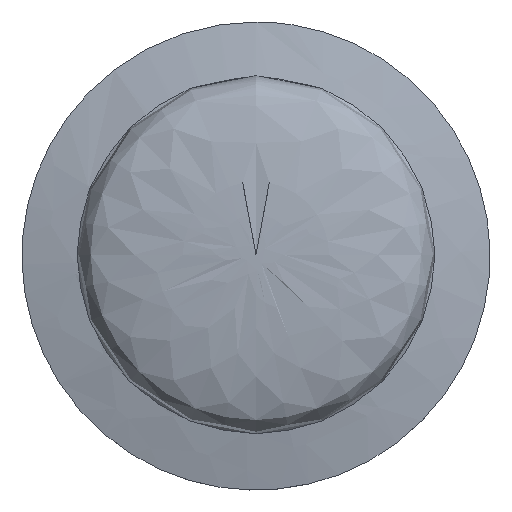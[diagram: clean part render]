
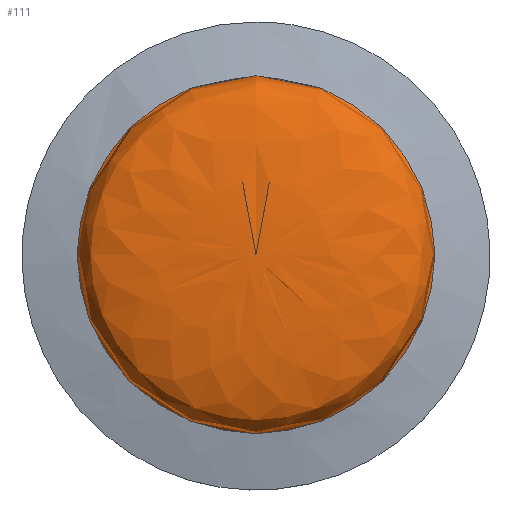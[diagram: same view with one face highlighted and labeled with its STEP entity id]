
A CAD part, top view. The second image highlights one B-rep face of the part: STEP entity #111.
In plain terms, the highlighted free-form (B-spline) face has degree [3, 2] with [8, 9] control points.
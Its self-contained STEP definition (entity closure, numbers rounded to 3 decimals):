
#23=B_SPLINE_CURVE_WITH_KNOTS('',3,(#1152,#1153,#1154,#1155,#1156,#1157,
#1158,#1159),.UNSPECIFIED.,.F.,.F.,(4,1,1,1,1,4),(0.,38.84,77.68,
116.519,155.359,194.199),.UNSPECIFIED.);
#111=ADVANCED_FACE('',(#134),#387,.T.);
#134=FACE_OUTER_BOUND('',#157,.T.);
#157=EDGE_LOOP('',(#193,#194,#195));
#193=ORIENTED_EDGE('',*,*,#279,.T.);
#194=ORIENTED_EDGE('',*,*,#280,.F.);
#195=ORIENTED_EDGE('',*,*,#279,.F.);
#279=EDGE_CURVE('',#359,#360,#23,.T.);
#280=EDGE_CURVE('',#360,#360,#331,.T.);
#331=(
BOUNDED_CURVE()
B_SPLINE_CURVE(2,(#1160,#1161,#1162,#1163,#1164,#1165,#1166,#1167,#1168),
 .UNSPECIFIED.,.T.,.F.)
B_SPLINE_CURVE_WITH_KNOTS((3,2,2,2,3),(-961.285,-720.963,
-480.642,-240.321,0.),.UNSPECIFIED.)
CURVE()
GEOMETRIC_REPRESENTATION_ITEM()
RATIONAL_B_SPLINE_CURVE((1.,0.707,1.,0.707,1.,0.707,
1.,0.707,1.))
REPRESENTATION_ITEM('')
);
#359=VERTEX_POINT('',#1150);
#360=VERTEX_POINT('',#1151);
#387=(
BOUNDED_SURFACE()
B_SPLINE_SURFACE(3,2,((#1078,#1079,#1080,#1081,#1082,#1083,#1084,#1085,
#1086),(#1087,#1088,#1089,#1090,#1091,#1092,#1093,#1094,#1095),(#1096,#1097,
#1098,#1099,#1100,#1101,#1102,#1103,#1104),(#1105,#1106,#1107,#1108,#1109,
#1110,#1111,#1112,#1113),(#1114,#1115,#1116,#1117,#1118,#1119,#1120,#1121,
#1122),(#1123,#1124,#1125,#1126,#1127,#1128,#1129,#1130,#1131),(#1132,#1133,
#1134,#1135,#1136,#1137,#1138,#1139,#1140),(#1141,#1142,#1143,#1144,#1145,
#1146,#1147,#1148,#1149)),.UNSPECIFIED.,.F.,.F.,.F.)
B_SPLINE_SURFACE_WITH_KNOTS((4,1,1,1,1,4),(3,2,2,2,3),(0.,38.84,
77.68,116.519,155.359,194.199),(0.,
240.321,480.642,720.963,961.285),
 .UNSPECIFIED.)
GEOMETRIC_REPRESENTATION_ITEM()
RATIONAL_B_SPLINE_SURFACE(((1.,0.707,1.,0.707,1.,
0.707,1.,0.707,1.),(1.,0.707,1.,0.707,
1.,0.707,1.,0.707,1.),(1.,0.707,1.,
0.707,1.,0.707,1.,0.707,1.),(1.,0.707,
1.,0.707,1.,0.707,1.,0.707,1.),(1.,
0.707,1.,0.707,1.,0.707,1.,0.707,
1.),(1.,0.707,1.,0.707,1.,0.707,1.,
0.707,1.),(1.,0.707,1.,0.707,1.,0.707,
1.,0.707,1.),(1.,0.707,1.,0.707,1.,
0.707,1.,0.707,1.)))
REPRESENTATION_ITEM('')
SURFACE()
);
#1078=CARTESIAN_POINT('',(0.,0.,690.));
#1079=CARTESIAN_POINT('',(0.,0.,690.));
#1080=CARTESIAN_POINT('',(0.,0.,690.));
#1081=CARTESIAN_POINT('',(0.,0.,690.));
#1082=CARTESIAN_POINT('',(0.,0.,690.));
#1083=CARTESIAN_POINT('',(0.,0.,690.));
#1084=CARTESIAN_POINT('',(0.,0.,690.));
#1085=CARTESIAN_POINT('',(0.,0.,690.));
#1086=CARTESIAN_POINT('',(0.,0.,690.));
#1087=CARTESIAN_POINT('',(0.,49.325,690.));
#1088=CARTESIAN_POINT('',(-49.325,49.325,690.));
#1089=CARTESIAN_POINT('',(-49.325,0.,690.));
#1090=CARTESIAN_POINT('',(-49.325,-49.325,690.));
#1091=CARTESIAN_POINT('',(0.,-49.325,690.));
#1092=CARTESIAN_POINT('',(49.325,-49.325,690.));
#1093=CARTESIAN_POINT('',(49.325,0.,690.));
#1094=CARTESIAN_POINT('',(49.325,49.325,690.));
#1095=CARTESIAN_POINT('',(0.,49.325,690.));
#1096=CARTESIAN_POINT('',(0.,115.878,682.028));
#1097=CARTESIAN_POINT('',(-115.878,115.878,682.028));
#1098=CARTESIAN_POINT('',(-115.878,0.,682.028));
#1099=CARTESIAN_POINT('',(-115.878,-115.878,682.028));
#1100=CARTESIAN_POINT('',(0.,-115.878,682.028));
#1101=CARTESIAN_POINT('',(115.878,-115.878,682.028));
#1102=CARTESIAN_POINT('',(115.878,0.,682.028));
#1103=CARTESIAN_POINT('',(115.878,115.878,682.028));
#1104=CARTESIAN_POINT('',(0.,115.878,682.028));
#1105=CARTESIAN_POINT('',(0.,144.886,671.993));
#1106=CARTESIAN_POINT('',(-144.886,144.886,671.993));
#1107=CARTESIAN_POINT('',(-144.886,0.,671.993));
#1108=CARTESIAN_POINT('',(-144.886,-144.886,671.993));
#1109=CARTESIAN_POINT('',(0.,-144.886,671.993));
#1110=CARTESIAN_POINT('',(144.886,-144.886,671.993));
#1111=CARTESIAN_POINT('',(144.886,0.,671.993));
#1112=CARTESIAN_POINT('',(144.886,144.886,671.993));
#1113=CARTESIAN_POINT('',(0.,144.886,671.993));
#1114=CARTESIAN_POINT('',(0.,152.258,653.948));
#1115=CARTESIAN_POINT('',(-152.258,152.258,653.948));
#1116=CARTESIAN_POINT('',(-152.258,0.,653.948));
#1117=CARTESIAN_POINT('',(-152.258,-152.258,653.948));
#1118=CARTESIAN_POINT('',(0.,-152.258,653.948));
#1119=CARTESIAN_POINT('',(152.258,-152.258,653.948));
#1120=CARTESIAN_POINT('',(152.258,0.,653.948));
#1121=CARTESIAN_POINT('',(152.258,152.258,653.948));
#1122=CARTESIAN_POINT('',(0.,152.258,653.948));
#1123=CARTESIAN_POINT('',(0.,153.714,639.611));
#1124=CARTESIAN_POINT('',(-153.714,153.714,639.611));
#1125=CARTESIAN_POINT('',(-153.714,0.,639.611));
#1126=CARTESIAN_POINT('',(-153.714,-153.714,639.611));
#1127=CARTESIAN_POINT('',(0.,-153.714,639.611));
#1128=CARTESIAN_POINT('',(153.714,-153.714,639.611));
#1129=CARTESIAN_POINT('',(153.714,0.,639.611));
#1130=CARTESIAN_POINT('',(153.714,153.714,639.611));
#1131=CARTESIAN_POINT('',(0.,153.714,639.611));
#1132=CARTESIAN_POINT('',(0.,151.407,635.363));
#1133=CARTESIAN_POINT('',(-151.407,151.407,635.363));
#1134=CARTESIAN_POINT('',(-151.407,0.,635.363));
#1135=CARTESIAN_POINT('',(-151.407,-151.407,635.363));
#1136=CARTESIAN_POINT('',(0.,-151.407,635.363));
#1137=CARTESIAN_POINT('',(151.407,-151.407,635.363));
#1138=CARTESIAN_POINT('',(151.407,0.,635.363));
#1139=CARTESIAN_POINT('',(151.407,151.407,635.363));
#1140=CARTESIAN_POINT('',(0.,151.407,635.363));
#1141=CARTESIAN_POINT('',(0.,147.,635.));
#1142=CARTESIAN_POINT('',(-147.,147.,635.));
#1143=CARTESIAN_POINT('',(-147.,0.,635.));
#1144=CARTESIAN_POINT('',(-147.,-147.,635.));
#1145=CARTESIAN_POINT('',(0.,-147.,635.));
#1146=CARTESIAN_POINT('',(147.,-147.,635.));
#1147=CARTESIAN_POINT('',(147.,0.,635.));
#1148=CARTESIAN_POINT('',(147.,147.,635.));
#1149=CARTESIAN_POINT('',(0.,147.,635.));
#1150=CARTESIAN_POINT('',(0.,0.,690.));
#1151=CARTESIAN_POINT('',(0.,147.,635.));
#1152=CARTESIAN_POINT('',(0.,0.,690.));
#1153=CARTESIAN_POINT('',(0.,49.325,690.));
#1154=CARTESIAN_POINT('',(0.,115.878,682.028));
#1155=CARTESIAN_POINT('',(0.,144.886,671.993));
#1156=CARTESIAN_POINT('',(0.,152.258,653.948));
#1157=CARTESIAN_POINT('',(0.,153.714,639.611));
#1158=CARTESIAN_POINT('',(0.,151.407,635.363));
#1159=CARTESIAN_POINT('',(0.,147.,635.));
#1160=CARTESIAN_POINT('',(0.,147.,635.));
#1161=CARTESIAN_POINT('',(147.,147.,635.));
#1162=CARTESIAN_POINT('',(147.,0.,635.));
#1163=CARTESIAN_POINT('',(147.,-147.,635.));
#1164=CARTESIAN_POINT('',(0.,-147.,635.));
#1165=CARTESIAN_POINT('',(-147.,-147.,635.));
#1166=CARTESIAN_POINT('',(-147.,0.,635.));
#1167=CARTESIAN_POINT('',(-147.,147.,635.));
#1168=CARTESIAN_POINT('',(0.,147.,635.));
